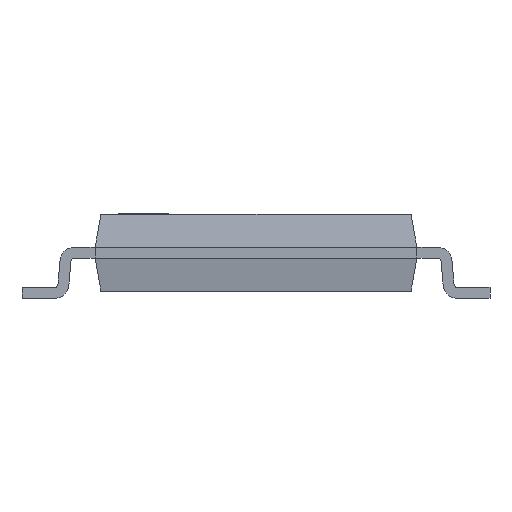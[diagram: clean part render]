
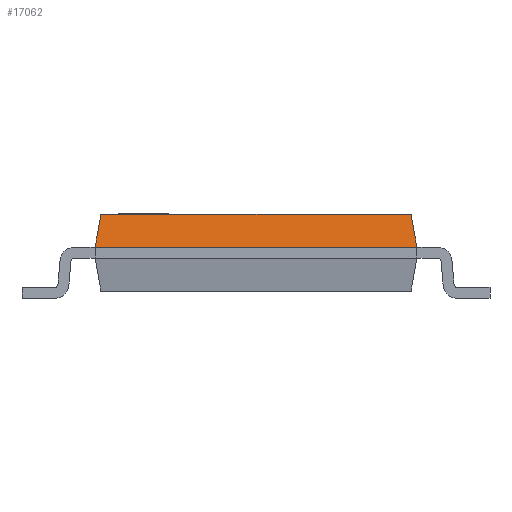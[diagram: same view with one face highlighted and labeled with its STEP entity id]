
A CAD part, left-side view. The second image highlights one B-rep face of the part: STEP entity #17062.
In plain terms, the highlighted planar face has unit normal (-0.985, 0, 0.174).
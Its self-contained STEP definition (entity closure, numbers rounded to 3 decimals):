
#84 = CARTESIAN_POINT ( 'NONE',  ( -3.25, 2.2, 0.075 ) ) ;
#1007 = AXIS2_PLACEMENT_3D ( 'NONE', #23653, #14256, #6533 ) ;
#3028 = CARTESIAN_POINT ( 'NONE',  ( -3.171, -2.121, 0.525 ) ) ;
#3858 = LINE ( 'NONE', #11222, #18204 ) ;
#4383 = EDGE_CURVE ( 'NONE', #5742, #13412, #3858, .T. ) ;
#4765 = DIRECTION ( 'NONE',  ( 0., 1., 0. ) ) ;
#4787 = PLANE ( 'NONE',  #1007 ) ;
#5147 = LINE ( 'NONE', #14842, #20168 ) ;
#5742 = VERTEX_POINT ( 'NONE', #3028 ) ;
#5820 = CARTESIAN_POINT ( 'NONE',  ( -3.186, 2.136, 0.44 ) ) ;
#6533 = DIRECTION ( 'NONE',  ( 0.174, 0., 0.985 ) ) ;
#7428 = DIRECTION ( 'NONE',  ( -0.171, 0.171, -0.97 ) ) ;
#7850 = EDGE_CURVE ( 'NONE', #18242, #17309, #17367, .T. ) ;
#9818 = ORIENTED_EDGE ( 'NONE', *, *, #14369, .T. ) ;
#10723 = CARTESIAN_POINT ( 'NONE',  ( -3.171, 0., 0.525 ) ) ;
#10743 = FACE_OUTER_BOUND ( 'NONE', #19174, .T. ) ;
#11222 = CARTESIAN_POINT ( 'NONE',  ( -3.155, -2.105, 0.615 ) ) ;
#13220 = DIRECTION ( 'NONE',  ( -0.171, -0.171, -0.97 ) ) ;
#13412 = VERTEX_POINT ( 'NONE', #20294 ) ;
#14256 = DIRECTION ( 'NONE',  ( -0.985, 0., 0.174 ) ) ;
#14369 = EDGE_CURVE ( 'NONE', #5742, #18242, #21906, .T. ) ;
#14515 = ORIENTED_EDGE ( 'NONE', *, *, #7850, .T. ) ;
#14842 = CARTESIAN_POINT ( 'NONE',  ( -3.25, -2.2, 0.075 ) ) ;
#14978 = VECTOR ( 'NONE', #7428, 1000. ) ;
#17062 = ADVANCED_FACE ( 'NONE', ( #10743 ), #4787, .T. ) ;
#17309 = VERTEX_POINT ( 'NONE', #84 ) ;
#17367 = LINE ( 'NONE', #5820, #14978 ) ;
#18204 = VECTOR ( 'NONE', #13220, 1000. ) ;
#18242 = VERTEX_POINT ( 'NONE', #20606 ) ;
#19174 = EDGE_LOOP ( 'NONE', ( #22432, #20211, #9818, #14515 ) ) ;
#19888 = VECTOR ( 'NONE', #4765, 1000. ) ;
#20168 = VECTOR ( 'NONE', #20248, 1000. ) ;
#20211 = ORIENTED_EDGE ( 'NONE', *, *, #4383, .F. ) ;
#20248 = DIRECTION ( 'NONE',  ( 0., -1., 0. ) ) ;
#20294 = CARTESIAN_POINT ( 'NONE',  ( -3.25, -2.2, 0.075 ) ) ;
#20606 = CARTESIAN_POINT ( 'NONE',  ( -3.171, 2.121, 0.525 ) ) ;
#21636 = EDGE_CURVE ( 'NONE', #17309, #13412, #5147, .T. ) ;
#21906 = LINE ( 'NONE', #10723, #19888 ) ;
#22432 = ORIENTED_EDGE ( 'NONE', *, *, #21636, .T. ) ;
#23653 = CARTESIAN_POINT ( 'NONE',  ( -3.25, 0., 0.075 ) ) ;
